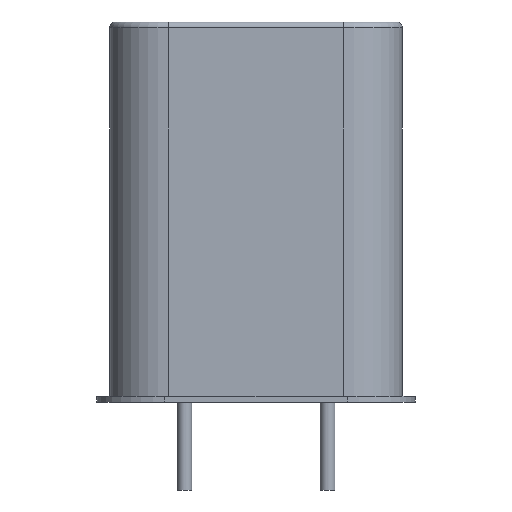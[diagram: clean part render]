
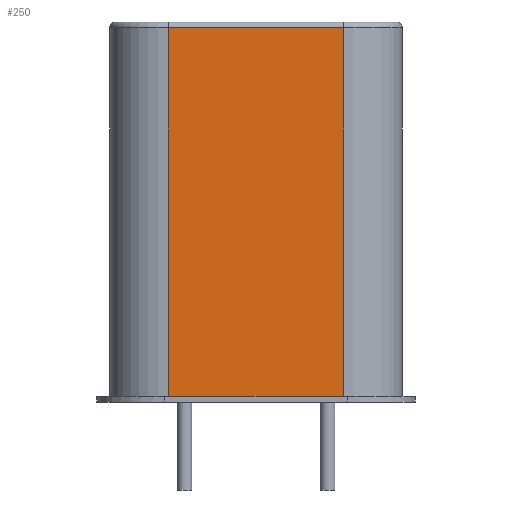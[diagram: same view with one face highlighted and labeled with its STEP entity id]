
A CAD part, front view. The second image highlights one B-rep face of the part: STEP entity #250.
In plain terms, the highlighted planar face has unit normal (0, -1, 0).
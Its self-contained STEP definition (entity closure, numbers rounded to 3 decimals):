
#12=DIRECTION('',(0.,0.,1.));
#26=VECTOR('',#12,1.);
#32=VECTOR('',#33,1.);
#33=DIRECTION('',(1.,0.,0.));
#103=VECTOR('',#104,1.);
#104=DIRECTION('',(-1.,0.,0.));
#113=CARTESIAN_POINT('',(5.45,-2.,0.1));
#122=CARTESIAN_POINT('',(-0.55,-2.,0.1));
#162=EDGE_CURVE('',#163,#165,#167,.T.);
#163=VERTEX_POINT('',#164);
#164=CARTESIAN_POINT('',(-0.55,-2.,0.3));
#165=VERTEX_POINT('',#166);
#166=CARTESIAN_POINT('',(5.45,-2.,0.3));
#167=LINE('',#168,#32);
#168=CARTESIAN_POINT('',(2.388,-2.,0.3));
#220=DIRECTION('',(0.,-1.,0.));
#250=ADVANCED_FACE('',(#251),#267,.T.);
#251=FACE_BOUND('',#252,.T.);
#252=EDGE_LOOP('',(#253,#254,#259,#264));
#253=ORIENTED_EDGE('',*,*,#162,.T.);
#254=ORIENTED_EDGE('',*,*,#255,.T.);
#255=EDGE_CURVE('',#165,#256,#258,.T.);
#256=VERTEX_POINT('',#257);
#257=CARTESIAN_POINT('',(5.45,-2.,12.9));
#258=LINE('',#113,#26);
#259=ORIENTED_EDGE('',*,*,#260,.T.);
#260=EDGE_CURVE('',#256,#261,#263,.T.);
#261=VERTEX_POINT('',#262);
#262=CARTESIAN_POINT('',(-0.55,-2.,12.9));
#263=LINE('',#257,#103);
#264=ORIENTED_EDGE('',*,*,#265,.F.);
#265=EDGE_CURVE('',#163,#261,#266,.T.);
#266=LINE('',#122,#26);
#267=PLANE('',#268);
#268=AXIS2_PLACEMENT_3D('',#113,#220,#104);
